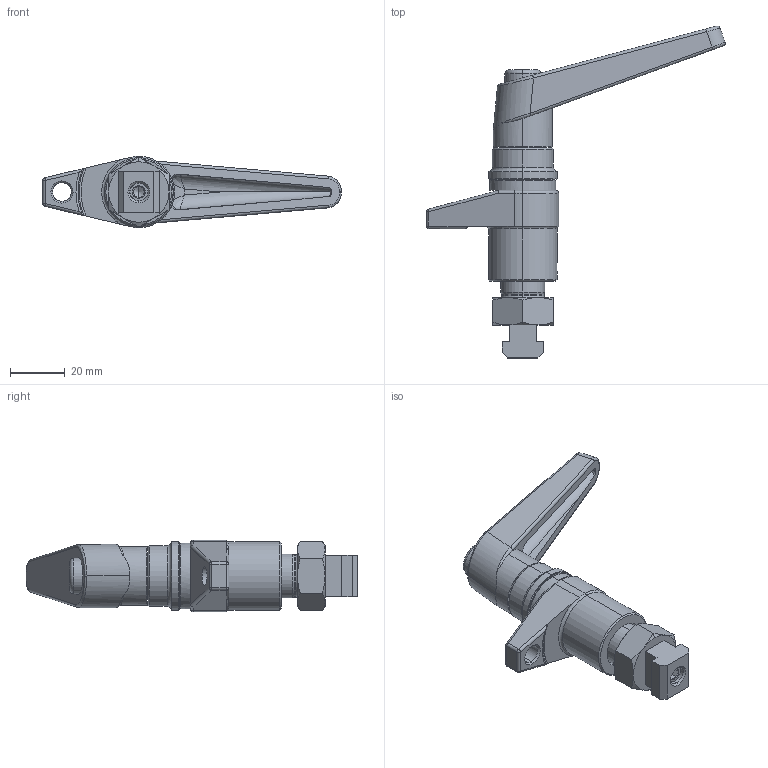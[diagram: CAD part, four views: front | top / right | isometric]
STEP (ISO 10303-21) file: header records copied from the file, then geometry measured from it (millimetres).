
FILE_DESCRIPTION (( 'STEP AP214' ), '1' );
FILE_NAME ('23310.0024_35mm.STEP', '2023-06-13T09:30:02', ( '' ), ( '' ), 'SwSTEP 2.0', 'SolidWorks 2021', '' );
FILE_SCHEMA (( 'AUTOMOTIVE_DESIGN' ));
Length unit declared in the file: millimetre
Products named in the file (1): 23310.0024_35mm
Bounding box: 108.72 x 120.89 x 26 mm (x, y, z)
Volume: 52416.1 mm3; surface area: 14622 mm2
Topology: 1 solids, 1 shells, 261 faces, 613 edges, 346 vertices
Faces by surface type: cylinder 81, plane 66, cone 51, torus 32, bspline 27, sphere 4
Entity records: 11030 total; most frequent: CARTESIAN_POINT 2616, ORIENTED_EDGE 1186, DIRECTION 1177, EDGE_CURVE 593, AXIS2_PLACEMENT_3D 487, VERTEX_POINT 346, EDGE_LOOP 275, ADVANCED_FACE 261
